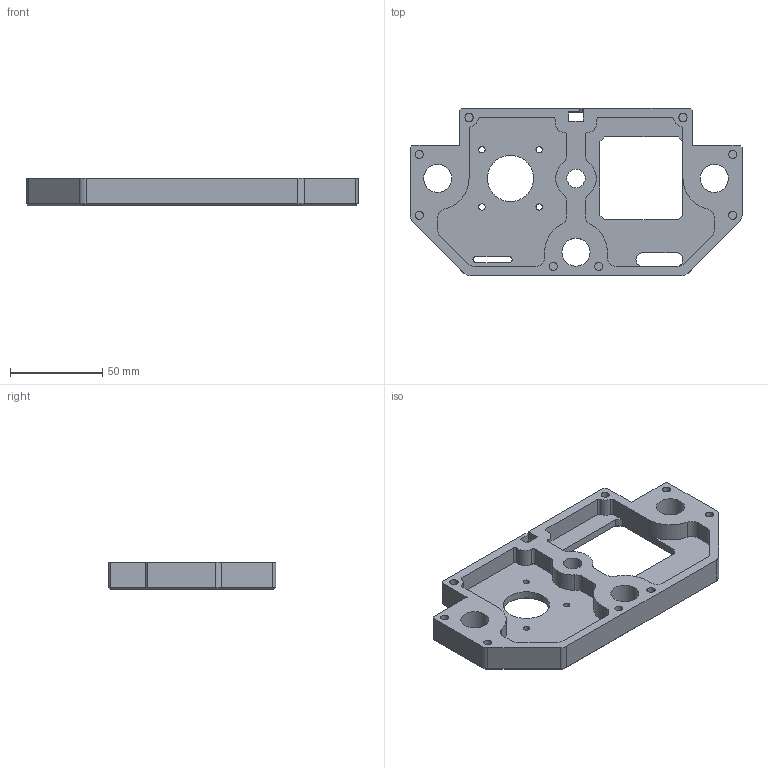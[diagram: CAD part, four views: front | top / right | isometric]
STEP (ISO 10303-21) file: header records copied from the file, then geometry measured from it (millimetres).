
FILE_DESCRIPTION(('FreeCAD Model'),'2;1');
FILE_NAME('Open CASCADE Shape Model','2025-06-02T16:25:50',('FreeCAD'),( 'FreeCAD'),'Open CASCADE STEP processor 7.7','FreeCAD','Unknown');
FILE_SCHEMA(('AUTOMOTIVE_DESIGN { 1 0 10303 214 1 1 1 1 }'));
Length unit declared in the file: millimetre
Products named in the file (1): Open CASCADE STEP translator 7.7 7
Bounding box: 180 x 90.75 x 15 mm (x, y, z)
Volume: 103282.9 mm3; surface area: 39761.6 mm2
Topology: 1 solids, 1 shells, 171 faces, 433 edges, 274 vertices
Faces by surface type: plane 96, cylinder 63, cone 12
Full cylindrical faces by diameter (mm): 3.4 x4, 4.4 x10, 10 x1, 15.2 x3, 25 x1
Entity records: 5171 total; most frequent: DIRECTION 915, CARTESIAN_POINT 879, ORIENTED_EDGE 866, EDGE_CURVE 433, AXIS2_PLACEMENT_3D 310, LINE 295, VECTOR 295, VERTEX_POINT 274
